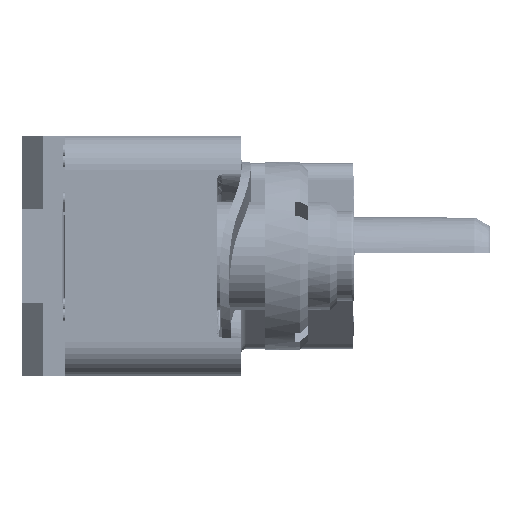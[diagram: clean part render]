
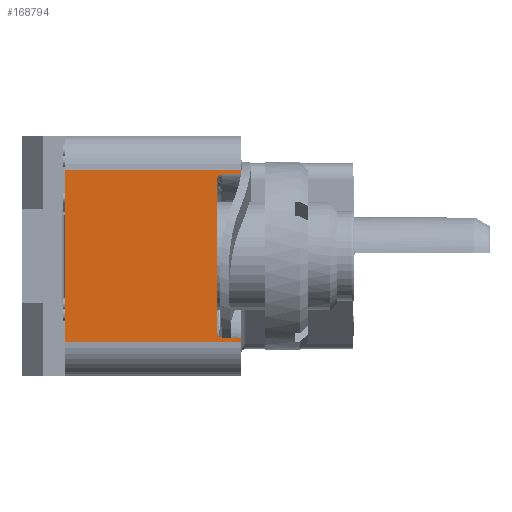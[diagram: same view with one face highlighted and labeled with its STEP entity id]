
A CAD part, left-side view. The second image highlights one B-rep face of the part: STEP entity #168794.
In plain terms, the highlighted planar face has unit normal (-1, 0, 0).
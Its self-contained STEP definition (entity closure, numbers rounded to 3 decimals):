
#7704=DIRECTION('',(0.,-1.,0.));
#7705=VECTOR('',#7704,10.25);
#7706=CARTESIAN_POINT('',(-40.,10.25,5.));
#7707=LINE('',#7706,#7705);
#7857=DIRECTION('',(0.,0.,1.));
#7858=VECTOR('',#7857,8.9);
#7859=CARTESIAN_POINT('',(-40.,1.4,-4.45));
#7860=LINE('',#7859,#7858);
#7861=DIRECTION('',(0.,1.,0.));
#7862=VECTOR('',#7861,1.1);
#7863=CARTESIAN_POINT('',(-40.,0.,-4.75));
#7864=LINE('',#7863,#7862);
#7865=DIRECTION('',(0.,0.,-1.));
#7866=VECTOR('',#7865,0.25);
#7867=CARTESIAN_POINT('',(-40.,0.,-4.75));
#7868=LINE('',#7867,#7866);
#7869=DIRECTION('',(0.,0.,-1.));
#7870=VECTOR('',#7869,0.25);
#7871=CARTESIAN_POINT('',(-40.,0.,5.));
#7872=LINE('',#7871,#7870);
#7873=DIRECTION('',(0.,1.,0.));
#7874=VECTOR('',#7873,1.1);
#7875=CARTESIAN_POINT('',(-40.,0.,4.75));
#7876=LINE('',#7875,#7874);
#7910=CARTESIAN_POINT('',(-40.,1.1,-4.45));
#7911=DIRECTION('',(1.,0.,0.));
#7912=DIRECTION('',(0.,0.,-1.));
#7913=AXIS2_PLACEMENT_3D('',#7910,#7911,#7912);
#9031=CARTESIAN_POINT('',(-40.,1.1,4.45));
#9032=DIRECTION('',(1.,0.,0.));
#9033=DIRECTION('',(0.,1.,0.));
#9034=AXIS2_PLACEMENT_3D('',#9031,#9032,#9033);
#11225=DIRECTION('',(0.,0.,-1.));
#11226=VECTOR('',#11225,10.);
#11227=CARTESIAN_POINT('',(-40.,10.25,5.));
#11228=LINE('',#11227,#11226);
#11770=DIRECTION('',(0.,1.,0.));
#11771=VECTOR('',#11770,10.25);
#11772=CARTESIAN_POINT('',(-40.,0.,-5.));
#11773=LINE('',#11772,#11771);
#141132=CARTESIAN_POINT('',(-40.,0.,5.));
#141134=VERTEX_POINT('',#141132);
#141135=CARTESIAN_POINT('',(-40.,10.25,5.));
#141136=VERTEX_POINT('',#141135);
#141140=CARTESIAN_POINT('',(-40.,10.25,-5.));
#141142=VERTEX_POINT('',#141140);
#141143=CARTESIAN_POINT('',(-40.,0.,-5.));
#141144=VERTEX_POINT('',#141143);
#141151=CARTESIAN_POINT('',(-40.,0.,-4.75));
#141153=VERTEX_POINT('',#141151);
#141157=CARTESIAN_POINT('',(-40.,0.,4.75));
#141158=VERTEX_POINT('',#141157);
#141292=CARTESIAN_POINT('',(-40.,1.4,-4.45));
#141294=VERTEX_POINT('',#141292);
#141297=CARTESIAN_POINT('',(-40.,1.4,4.45));
#141298=VERTEX_POINT('',#141297);
#141299=CARTESIAN_POINT('',(-40.,1.1,4.75));
#141301=VERTEX_POINT('',#141299);
#141303=CARTESIAN_POINT('',(-40.,1.1,-4.75));
#141304=VERTEX_POINT('',#141303);
#168770=CARTESIAN_POINT('',(-40.,0.,7.));
#168771=DIRECTION('',(-1.,0.,0.));
#168772=DIRECTION('',(0.,1.,0.));
#168773=AXIS2_PLACEMENT_3D('',#168770,#168771,#168772);
#168774=PLANE('',#168773);
#168776=ORIENTED_EDGE('',*,*,#168775,.F.);
#168778=ORIENTED_EDGE('',*,*,#168777,.F.);
#168780=ORIENTED_EDGE('',*,*,#168779,.F.);
#168781=ORIENTED_EDGE('',*,*,#165480,.T.);
#168783=ORIENTED_EDGE('',*,*,#168782,.T.);
#168785=ORIENTED_EDGE('',*,*,#168784,.F.);
#168786=ORIENTED_EDGE('',*,*,#168545,.T.);
#168787=ORIENTED_EDGE('',*,*,#165510,.T.);
#168789=ORIENTED_EDGE('',*,*,#168788,.T.);
#168791=ORIENTED_EDGE('',*,*,#168790,.F.);
#168792=EDGE_LOOP('',(#168776,#168778,#168780,#168781,#168783,#168785,#168786,
#168787,#168789,#168791));
#168793=FACE_OUTER_BOUND('',#168792,.F.);
#168794=ADVANCED_FACE('',(#168793),#168774,.T.);
#7914=CIRCLE('',#7913,0.3);
#9035=CIRCLE('',#9034,0.3);
#165480=EDGE_CURVE('',#141153,#141144,#7868,.T.);
#165510=EDGE_CURVE('',#141134,#141158,#7872,.T.);
#168545=EDGE_CURVE('',#141136,#141134,#7707,.T.);
#168775=EDGE_CURVE('',#141294,#141298,#7860,.T.);
#168777=EDGE_CURVE('',#141304,#141294,#7914,.T.);
#168779=EDGE_CURVE('',#141153,#141304,#7864,.T.);
#168782=EDGE_CURVE('',#141144,#141142,#11773,.T.);
#168784=EDGE_CURVE('',#141136,#141142,#11228,.T.);
#168788=EDGE_CURVE('',#141158,#141301,#7876,.T.);
#168790=EDGE_CURVE('',#141298,#141301,#9035,.T.);
